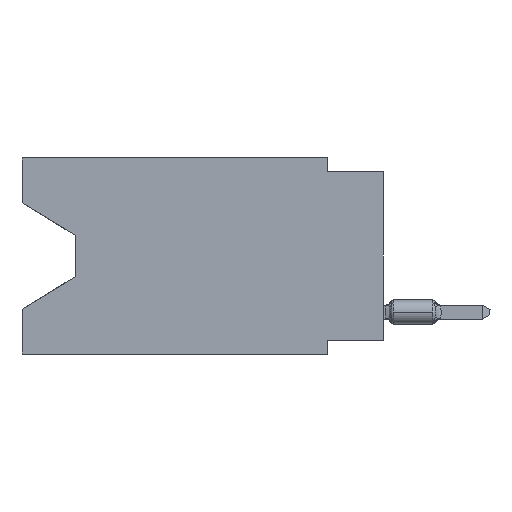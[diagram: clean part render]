
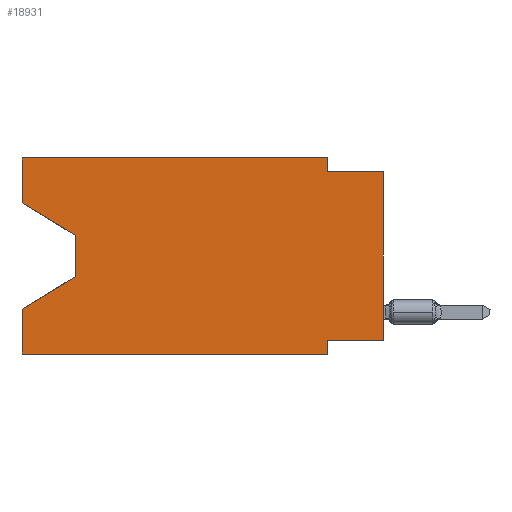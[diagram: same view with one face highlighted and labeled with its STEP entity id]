
A CAD part, left-side view. The second image highlights one B-rep face of the part: STEP entity #18931.
In plain terms, the highlighted planar face has unit normal (-1, 0, 0).
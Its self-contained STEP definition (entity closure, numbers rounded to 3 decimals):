
#447 = VERTEX_POINT ( 'NONE', #15554 ) ;
#583 = DIRECTION ( 'NONE',  ( 0., -1., 0. ) ) ;
#948 = VECTOR ( 'NONE', #583, 1000. ) ;
#1875 = CARTESIAN_POINT ( 'NONE',  ( 0., 2.54, -8.89 ) ) ;
#1982 = EDGE_CURVE ( 'NONE', #12532, #10287, #14160, .T. ) ;
#2900 = CARTESIAN_POINT ( 'NONE',  ( 0., 16.383, -2.038 ) ) ;
#3521 = DIRECTION ( 'NONE',  ( 0., -1., 0. ) ) ;
#4144 = EDGE_CURVE ( 'NONE', #33001, #14178, #26476, .T. ) ;
#4146 = EDGE_CURVE ( 'NONE', #35503, #29932, #17778, .T. ) ;
#4433 = DIRECTION ( 'NONE',  ( 0., 0., 1. ) ) ;
#4703 = CARTESIAN_POINT ( 'NONE',  ( 0., 16.383, -8.89 ) ) ;
#5093 = DIRECTION ( 'NONE',  ( 0., 0., -1. ) ) ;
#5276 = VECTOR ( 'NONE', #4433, 1000. ) ;
#5845 = LINE ( 'NONE', #32905, #32111 ) ;
#5952 = CARTESIAN_POINT ( 'NONE',  ( 0., 0., -8.255 ) ) ;
#6161 = CARTESIAN_POINT ( 'NONE',  ( 0., 16.383, 0. ) ) ;
#7619 = CARTESIAN_POINT ( 'NONE',  ( 0., 16.383, -2.038 ) ) ;
#7918 = CARTESIAN_POINT ( 'NONE',  ( 0., 13.97, -3.505 ) ) ;
#7993 = EDGE_CURVE ( 'NONE', #23147, #18224, #23095, .T. ) ;
#8143 = CARTESIAN_POINT ( 'NONE',  ( 0., 2.54, 0. ) ) ;
#8850 = LINE ( 'NONE', #5952, #20764 ) ;
#10050 = VERTEX_POINT ( 'NONE', #18461 ) ;
#10280 = EDGE_CURVE ( 'NONE', #29932, #12532, #5845, .T. ) ;
#10287 = VERTEX_POINT ( 'NONE', #35630 ) ;
#10850 = DIRECTION ( 'NONE',  ( 0., 0., -1. ) ) ;
#11769 = VERTEX_POINT ( 'NONE', #32201 ) ;
#11853 = ORIENTED_EDGE ( 'NONE', *, *, #31215, .T. ) ;
#12209 = ORIENTED_EDGE ( 'NONE', *, *, #1982, .F. ) ;
#12499 = ORIENTED_EDGE ( 'NONE', *, *, #23453, .F. ) ;
#12532 = VERTEX_POINT ( 'NONE', #8143 ) ;
#12616 = VECTOR ( 'NONE', #20485, 1000. ) ;
#13169 = CARTESIAN_POINT ( 'NONE',  ( 0., 0., 0. ) ) ;
#13735 = CARTESIAN_POINT ( 'NONE',  ( 0., 16.383, 0. ) ) ;
#14160 = LINE ( 'NONE', #29455, #27407 ) ;
#14178 = VERTEX_POINT ( 'NONE', #35229 ) ;
#14188 = DIRECTION ( 'NONE',  ( 1., 0., 0. ) ) ;
#15397 = EDGE_CURVE ( 'NONE', #35503, #11769, #22905, .T. ) ;
#15554 = CARTESIAN_POINT ( 'NONE',  ( 0., 0., -8.255 ) ) ;
#15999 = VECTOR ( 'NONE', #31213, 1000. ) ;
#16462 = LINE ( 'NONE', #7918, #37287 ) ;
#16981 = EDGE_LOOP ( 'NONE', ( #28434, #35796, #25016, #26696, #11853, #21647, #12499, #31945, #30561, #12209, #23891, #24384 ) ) ;
#17778 = LINE ( 'NONE', #6161, #12616 ) ;
#18224 = VERTEX_POINT ( 'NONE', #1875 ) ;
#18461 = CARTESIAN_POINT ( 'NONE',  ( 0., 16.383, -8.89 ) ) ;
#18931 = ADVANCED_FACE ( 'NONE', ( #20566 ), #32338, .F. ) ;
#19927 = VECTOR ( 'NONE', #31771, 1000. ) ;
#20485 = DIRECTION ( 'NONE',  ( 0., 0., 1. ) ) ;
#20566 = FACE_OUTER_BOUND ( 'NONE', #16981, .T. ) ;
#20764 = VECTOR ( 'NONE', #29572, 1000. ) ;
#20869 = AXIS2_PLACEMENT_3D ( 'NONE', #23671, #14188, #5093 ) ;
#21132 = DIRECTION ( 'NONE',  ( 0., 0., 1. ) ) ;
#21647 = ORIENTED_EDGE ( 'NONE', *, *, #7993, .F. ) ;
#22235 = LINE ( 'NONE', #25316, #5276 ) ;
#22905 = LINE ( 'NONE', #7619, #19927 ) ;
#22910 = EDGE_CURVE ( 'NONE', #10287, #34409, #32869, .T. ) ;
#23012 = CARTESIAN_POINT ( 'NONE',  ( 0., 13.97, -5.385 ) ) ;
#23081 = EDGE_CURVE ( 'NONE', #10050, #14178, #22235, .T. ) ;
#23095 = LINE ( 'NONE', #34119, #15999 ) ;
#23147 = VERTEX_POINT ( 'NONE', #31116 ) ;
#23453 = EDGE_CURVE ( 'NONE', #447, #23147, #8850, .T. ) ;
#23671 = CARTESIAN_POINT ( 'NONE',  ( 0., 16.383, 0. ) ) ;
#23891 = ORIENTED_EDGE ( 'NONE', *, *, #10280, .F. ) ;
#24007 = CARTESIAN_POINT ( 'NONE',  ( 0., 0., -0.635 ) ) ;
#24167 = CARTESIAN_POINT ( 'NONE',  ( 0., 0., -0.635 ) ) ;
#24384 = ORIENTED_EDGE ( 'NONE', *, *, #4146, .F. ) ;
#25016 = ORIENTED_EDGE ( 'NONE', *, *, #4144, .T. ) ;
#25316 = CARTESIAN_POINT ( 'NONE',  ( 0., 16.383, 0. ) ) ;
#25398 = LINE ( 'NONE', #4703, #28551 ) ;
#26280 = CARTESIAN_POINT ( 'NONE',  ( 0., 13.97, -5.385 ) ) ;
#26476 = LINE ( 'NONE', #26280, #31711 ) ;
#26696 = ORIENTED_EDGE ( 'NONE', *, *, #23081, .F. ) ;
#27407 = VECTOR ( 'NONE', #10850, 1000. ) ;
#28434 = ORIENTED_EDGE ( 'NONE', *, *, #15397, .T. ) ;
#28454 = DIRECTION ( 'NONE',  ( 0., 0., -1. ) ) ;
#28551 = VECTOR ( 'NONE', #33706, 1000. ) ;
#29455 = CARTESIAN_POINT ( 'NONE',  ( 0., 2.54, 0. ) ) ;
#29572 = DIRECTION ( 'NONE',  ( 0., 1., 0. ) ) ;
#29932 = VERTEX_POINT ( 'NONE', #13735 ) ;
#30561 = ORIENTED_EDGE ( 'NONE', *, *, #22910, .F. ) ;
#31116 = CARTESIAN_POINT ( 'NONE',  ( 0., 2.54, -8.255 ) ) ;
#31213 = DIRECTION ( 'NONE',  ( 0., 0., -1. ) ) ;
#31215 = EDGE_CURVE ( 'NONE', #10050, #18224, #25398, .T. ) ;
#31711 = VECTOR ( 'NONE', #38063, 1000. ) ;
#31771 = DIRECTION ( 'NONE',  ( 0., -0.855, -0.519 ) ) ;
#31945 = ORIENTED_EDGE ( 'NONE', *, *, #34022, .T. ) ;
#32111 = VECTOR ( 'NONE', #3521, 1000. ) ;
#32201 = CARTESIAN_POINT ( 'NONE',  ( 0., 13.97, -3.505 ) ) ;
#32338 = PLANE ( 'NONE',  #20869 ) ;
#32346 = VECTOR ( 'NONE', #21132, 1000. ) ;
#32869 = LINE ( 'NONE', #24007, #948 ) ;
#32905 = CARTESIAN_POINT ( 'NONE',  ( 0., 16.383, 0. ) ) ;
#33001 = VERTEX_POINT ( 'NONE', #23012 ) ;
#33706 = DIRECTION ( 'NONE',  ( 0., -1., 0. ) ) ;
#34022 = EDGE_CURVE ( 'NONE', #447, #34409, #36564, .T. ) ;
#34073 = EDGE_CURVE ( 'NONE', #11769, #33001, #16462, .T. ) ;
#34119 = CARTESIAN_POINT ( 'NONE',  ( 0., 2.54, -8.89 ) ) ;
#34409 = VERTEX_POINT ( 'NONE', #24167 ) ;
#35229 = CARTESIAN_POINT ( 'NONE',  ( 0., 16.383, -6.852 ) ) ;
#35503 = VERTEX_POINT ( 'NONE', #2900 ) ;
#35630 = CARTESIAN_POINT ( 'NONE',  ( 0., 2.54, -0.635 ) ) ;
#35796 = ORIENTED_EDGE ( 'NONE', *, *, #34073, .T. ) ;
#36564 = LINE ( 'NONE', #13169, #32346 ) ;
#37287 = VECTOR ( 'NONE', #28454, 1000. ) ;
#38063 = DIRECTION ( 'NONE',  ( 0., 0.855, -0.519 ) ) ;
